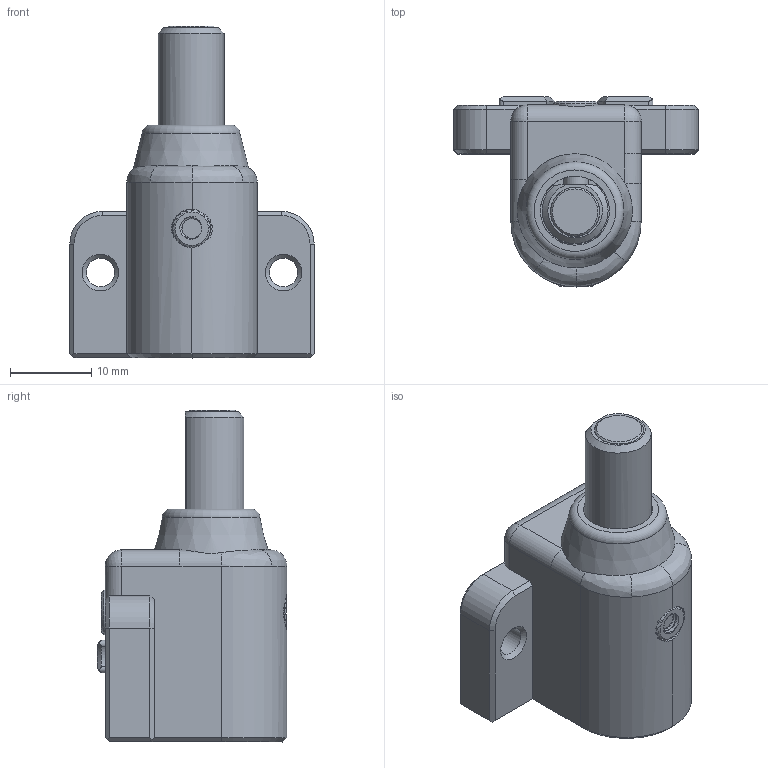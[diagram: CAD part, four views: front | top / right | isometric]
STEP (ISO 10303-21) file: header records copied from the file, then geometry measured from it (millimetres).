
FILE_DESCRIPTION(/* description */ (''),/* implementation_level */ '2;1');
FILE_NAME(/* name */ 'unklicky z heatset_v3.step',/* time_stamp */ '2022-04-25T12:26:09-05:00',/* author */ (''),/* organization */ (''),/* preprocessor_version */ 'ST-DEVELOPER v18.1',/* originating_system */ 'Autodesk Translation Framework v10.14.0.1471',/* authorisation */ '');
FILE_SCHEMA (('AUTOMOTIVE_DESIGN { 1 0 10303 214 3 1 1 }'));
Length unit declared in the file: millimetre
Products named in the file (10): unklicky z heatset_v3; Unklicky_z; Magnet Lower pin; Pin screw; Heatset (1); Contact Screw; Bottom mag; Contact Mag; Contact Heatset; Z_Pin
Assembly tree (9 placements, depth 2):
  unklicky z heatset_v3
    Unklicky_z
    Magnet Lower pin
    Pin screw
    Heatset (1)
    Contact Screw
    Bottom mag
    Contact Mag
    Contact Heatset
    Z_Pin
Bounding box: 30 x 23.32 x 40.78 mm (x, y, z)
Volume: 9394 mm3; surface area: 6430.4 mm2
Topology: 9 solids, 9 shells, 530 faces, 1378 edges, 867 vertices
Faces by surface type: plane 166, cylinder 159, bspline 159, cone 42, sphere 2, torus 2
Full cylindrical faces by diameter (mm): 2 x1, 2.459 x16, 3 x16, 3.1 x1, 3.5 x2, 4.25 x2, 4.7 x2, 5.5 x2, 6 x3, 6.05 x1, 6.16 x1, 8.48 x1
Entity records: 28896 total; most frequent: CARTESIAN_POINT 17005, ORIENTED_EDGE 2752, DIRECTION 1928, EDGE_CURVE 1376, VERTEX_POINT 867, AXIS2_PLACEMENT_3D 753, EDGE_LOOP 553, B_SPLINE_CURVE_WITH_KNOTS 538
